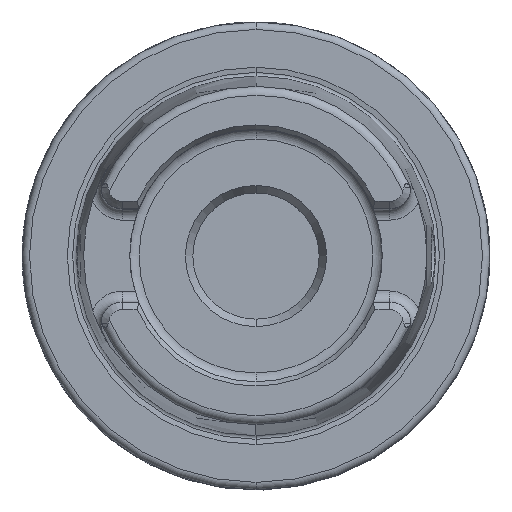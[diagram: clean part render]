
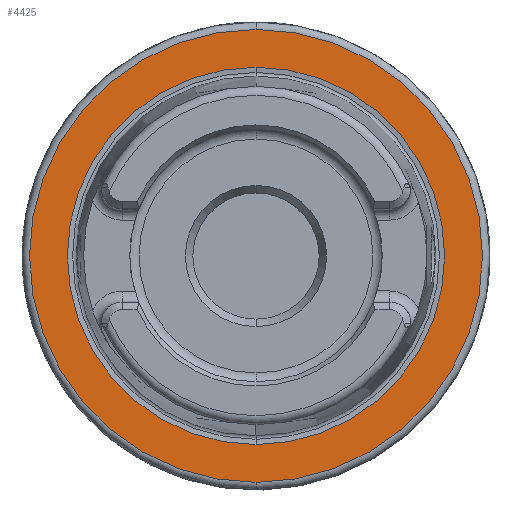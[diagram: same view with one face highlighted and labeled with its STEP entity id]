
A CAD part, top view. The second image highlights one B-rep face of the part: STEP entity #4425.
In plain terms, the highlighted planar face has unit normal (0, 0, 1).
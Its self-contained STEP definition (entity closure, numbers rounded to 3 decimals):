
#1264=CARTESIAN_POINT('',(0,0,26));
#1265=DIRECTION('',(0,0,-1));
#1266=DIRECTION('',(0,1,0));
#1267=AXIS2_PLACEMENT_3D('',#1264,#1265,#1266);
#1277=CARTESIAN_POINT('',(0,0,26));
#1278=DIRECTION('',(0,0,1));
#1279=DIRECTION('',(0,1,0));
#1280=AXIS2_PLACEMENT_3D('',#1277,#1278,#1279);
#1282=CARTESIAN_POINT('',(0,0,26));
#1283=DIRECTION('',(0,0,1));
#1284=DIRECTION('',(0,1,0));
#1285=AXIS2_PLACEMENT_3D('',#1282,#1283,#1284);
#1287=CARTESIAN_POINT('',(0,0,26));
#1288=DIRECTION('',(0,0,1));
#1289=DIRECTION('',(0,-1,0));
#1290=AXIS2_PLACEMENT_3D('',#1287,#1288,#1289);
#2646=CARTESIAN_POINT('',(0,25.409,26));
#2648=VERTEX_POINT('',#2646);
#2682=CARTESIAN_POINT('',(0,-25.409,26));
#2684=VERTEX_POINT('',#2682);
#2748=CARTESIAN_POINT('',(0,30.5,26));
#2749=CARTESIAN_POINT('',(0,-30.5,26));
#2750=VERTEX_POINT('',#2748);
#2751=VERTEX_POINT('',#2749);
#4410=CARTESIAN_POINT('',(0,0,26));
#4411=DIRECTION('',(0,0,-1));
#4412=DIRECTION('',(0,-1,0));
#4413=AXIS2_PLACEMENT_3D('',#4410,#4411,#4412);
#4414=PLANE('',#4413);
#4416=ORIENTED_EDGE('',*,*,#4415,.F.);
#4418=ORIENTED_EDGE('',*,*,#4417,.F.);
#4419=EDGE_LOOP('',(#4416,#4418));
#4420=FACE_OUTER_BOUND('',#4419,.F.);
#4421=ORIENTED_EDGE('',*,*,#4405,.T.);
#4422=ORIENTED_EDGE('',*,*,#4389,.F.);
#4423=EDGE_LOOP('',(#4421,#4422));
#4424=FACE_BOUND('',#4423,.F.);
#4425=ADVANCED_FACE('',(#4420,#4424),#4414,.F.);
#1268=CIRCLE('',#1267,25.409);
#1281=CIRCLE('',#1280,25.409);
#1286=CIRCLE('',#1285,30.5);
#1291=CIRCLE('',#1290,30.5);
#4389=EDGE_CURVE('',#2648,#2684,#1268,.T.);
#4405=EDGE_CURVE('',#2648,#2684,#1281,.T.);
#4415=EDGE_CURVE('',#2750,#2751,#1286,.T.);
#4417=EDGE_CURVE('',#2751,#2750,#1291,.T.);
